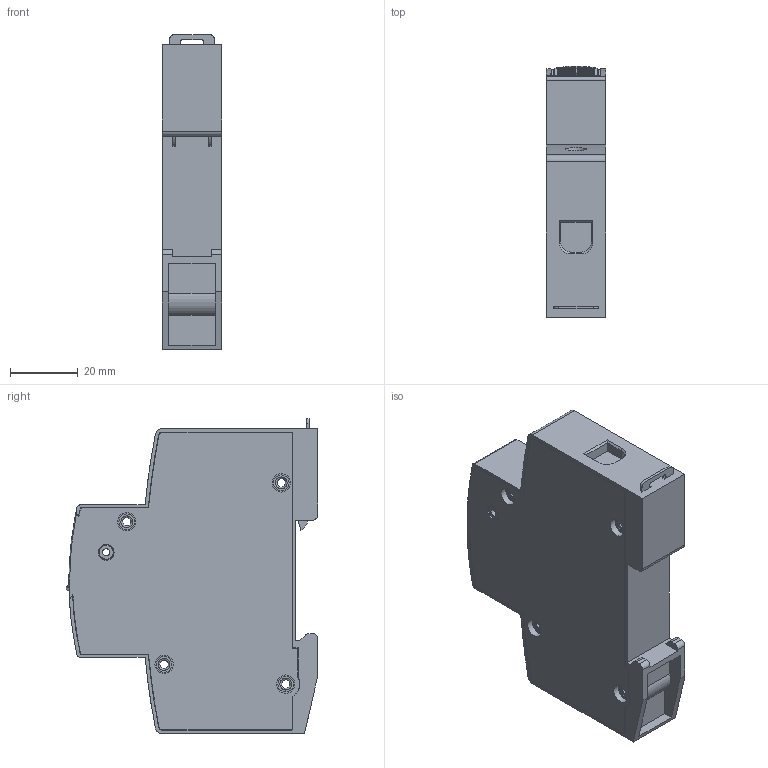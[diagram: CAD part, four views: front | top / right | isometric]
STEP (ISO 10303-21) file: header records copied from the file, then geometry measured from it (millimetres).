
FILE_DESCRIPTION (( 'STEP AP214' ), '1' );
FILE_NAME ('3D_SSDx0-230-ON.STEP', '2022-12-23T10:00:06', ( '' ), ( '' ), 'SwSTEP 2.0', 'SolidWorks 2022', '' );
FILE_SCHEMA (( 'AUTOMOTIVE_DESIGN' ));
Length unit declared in the file: millimetre
Products named in the file (1): 3D_SSDx0-230-ON
Bounding box: 17.6 x 74.29 x 93 mm (x, y, z)
Volume: 88006.8 mm3; surface area: 19473.6 mm2
Topology: 1 solids, 9 shells, 490 faces, 1280 edges, 852 vertices
Faces by surface type: plane 259, cylinder 130, bspline 67, cone 22, sphere 12
Full cylindrical faces by diameter (mm): 2.1 x1, 2.48 x4, 2.97 x8, 3.2 x8, 4.654 x8, 4.7 x2, 5.4 x8, 6.5 x2, 9 x1
Entity records: 22048 total; most frequent: CARTESIAN_POINT 5427, ORIENTED_EDGE 2422, DIRECTION 2144, EDGE_CURVE 1211, VERTEX_POINT 837, AXIS2_PLACEMENT_3D 770, EDGE_LOOP 616, LINE 604
